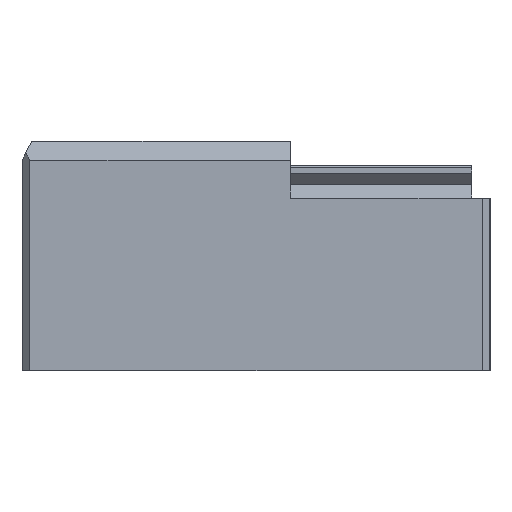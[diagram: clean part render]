
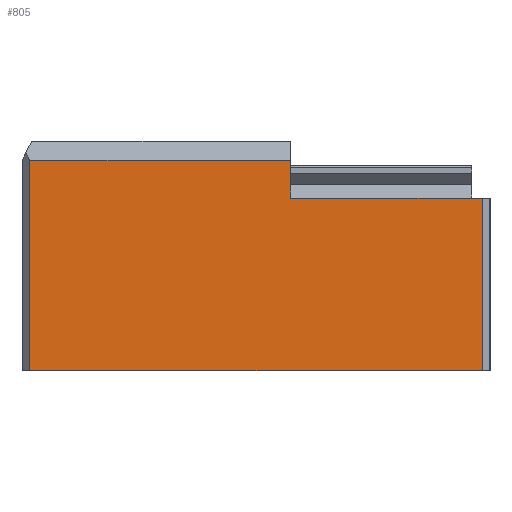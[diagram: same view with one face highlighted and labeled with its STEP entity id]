
A CAD part, left-side view. The second image highlights one B-rep face of the part: STEP entity #805.
In plain terms, the highlighted planar face has unit normal (-1, 0, 0).
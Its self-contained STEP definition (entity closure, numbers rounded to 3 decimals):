
#148 = VERTEX_POINT('',#149);
#149 = CARTESIAN_POINT('',(-48.1,-4.,20.));
#157 = EDGE_CURVE('',#158,#148,#160,.T.);
#158 = VERTEX_POINT('',#159);
#159 = CARTESIAN_POINT('',(-48.1,-26.2,20.));
#160 = LINE('',#161,#162);
#161 = CARTESIAN_POINT('',(-48.1,-27.75,20.));
#162 = VECTOR('',#163,1.);
#163 = DIRECTION('',(0.,1.,0.));
#402 = EDGE_CURVE('',#403,#148,#405,.T.);
#403 = VERTEX_POINT('',#404);
#404 = CARTESIAN_POINT('',(-48.1,-4.,24.378));
#405 = LINE('',#406,#407);
#406 = CARTESIAN_POINT('',(-48.1,-4.,10.));
#407 = VECTOR('',#408,1.);
#408 = DIRECTION('',(0.,0.,-1.));
#785 = EDGE_CURVE('',#786,#158,#788,.T.);
#786 = VERTEX_POINT('',#787);
#787 = CARTESIAN_POINT('',(-48.1,-26.2,0.));
#788 = LINE('',#789,#790);
#789 = CARTESIAN_POINT('',(-48.1,-26.2,0.));
#790 = VECTOR('',#791,1.);
#791 = DIRECTION('',(0.,0.,1.));
#805 = ADVANCED_FACE('',(#806),#833,.T.);
#806 = FACE_BOUND('',#807,.T.);
#807 = EDGE_LOOP('',(#808,#816,#824,#830,#831,#832));
#808 = ORIENTED_EDGE('',*,*,#809,.F.);
#809 = EDGE_CURVE('',#810,#403,#812,.T.);
#810 = VERTEX_POINT('',#811);
#811 = CARTESIAN_POINT('',(-48.1,26.2,24.378));
#812 = LINE('',#813,#814);
#813 = CARTESIAN_POINT('',(-48.1,-25.5,24.378));
#814 = VECTOR('',#815,1.);
#815 = DIRECTION('',(0.,-1.,0.));
#816 = ORIENTED_EDGE('',*,*,#817,.F.);
#817 = EDGE_CURVE('',#818,#810,#820,.T.);
#818 = VERTEX_POINT('',#819);
#819 = CARTESIAN_POINT('',(-48.1,26.2,0.));
#820 = LINE('',#821,#822);
#821 = CARTESIAN_POINT('',(-48.1,26.2,0.));
#822 = VECTOR('',#823,1.);
#823 = DIRECTION('',(0.,0.,1.));
#824 = ORIENTED_EDGE('',*,*,#825,.T.);
#825 = EDGE_CURVE('',#818,#786,#826,.T.);
#826 = LINE('',#827,#828);
#827 = CARTESIAN_POINT('',(-48.1,-12.75,0.));
#828 = VECTOR('',#829,1.);
#829 = DIRECTION('',(0.,-1.,0.));
#830 = ORIENTED_EDGE('',*,*,#785,.T.);
#831 = ORIENTED_EDGE('',*,*,#157,.T.);
#832 = ORIENTED_EDGE('',*,*,#402,.F.);
#833 = PLANE('',#834);
#834 = AXIS2_PLACEMENT_3D('',#835,#836,#837);
#835 = CARTESIAN_POINT('',(-48.1,-25.5,0.));
#836 = DIRECTION('',(-1.,0.,0.));
#837 = DIRECTION('',(0.,1.,0.));
